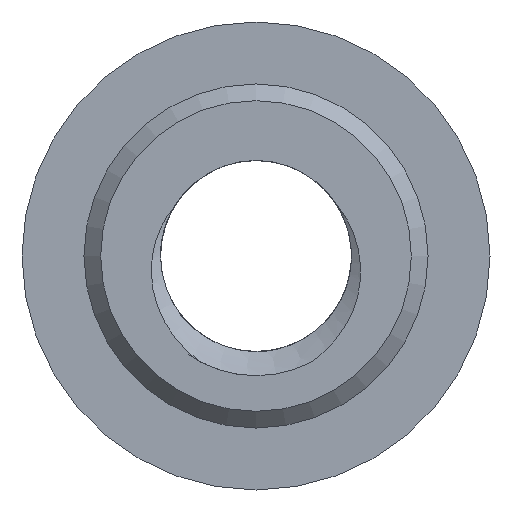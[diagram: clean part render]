
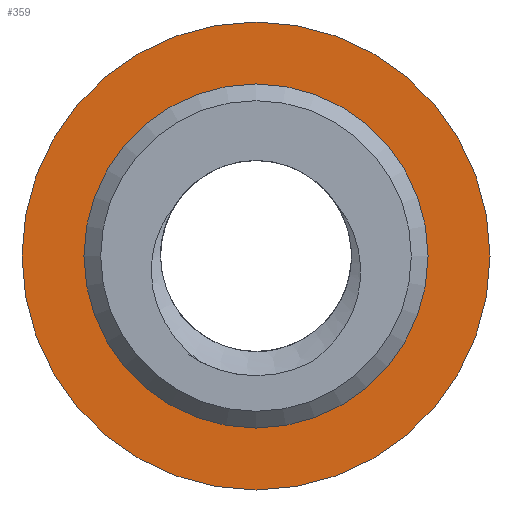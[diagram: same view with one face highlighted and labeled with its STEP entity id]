
A CAD part, front view. The second image highlights one B-rep face of the part: STEP entity #359.
In plain terms, the highlighted planar face has unit normal (0, -1, 0).
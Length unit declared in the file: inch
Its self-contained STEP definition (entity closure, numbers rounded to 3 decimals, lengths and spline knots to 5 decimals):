
#19=FACE_BOUND('',#68,.T.);
#22=PLANE('',#403);
#44=FACE_OUTER_BOUND('',#67,.T.);
#67=EDGE_LOOP('',(#319));
#68=EDGE_LOOP('',(#320));
#76=CIRCLE('',#393,0.0805);
#80=CIRCLE('',#401,0.1095);
#165=VERTEX_POINT('',#815);
#169=VERTEX_POINT('',#959);
#206=EDGE_CURVE('',#165,#165,#76,.T.);
#217=EDGE_CURVE('',#169,#169,#80,.T.);
#319=ORIENTED_EDGE('',*,*,#217,.F.);
#320=ORIENTED_EDGE('',*,*,#206,.T.);
#359=ADVANCED_FACE('',(#44,#19),#22,.F.);
#393=AXIS2_PLACEMENT_3D('',#816,#454,#455);
#401=AXIS2_PLACEMENT_3D('',#961,#473,#474);
#403=AXIS2_PLACEMENT_3D('',#1316,#477,#478);
#454=DIRECTION('center_axis',(0.,1.,0.));
#455=DIRECTION('ref_axis',(1.,0.,0.));
#473=DIRECTION('center_axis',(0.,1.,0.));
#474=DIRECTION('ref_axis',(-1.,0.,0.));
#477=DIRECTION('center_axis',(0.,1.,0.));
#478=DIRECTION('ref_axis',(-1.,0.,0.));
#815=CARTESIAN_POINT('',(-0.0805,0.06,0.));
#816=CARTESIAN_POINT('Origin',(0.,0.06,0.));
#959=CARTESIAN_POINT('',(0.1095,0.06,0.));
#961=CARTESIAN_POINT('Origin',(0.,0.06,0.));
#1316=CARTESIAN_POINT('Origin',(0.,0.06,0.));
